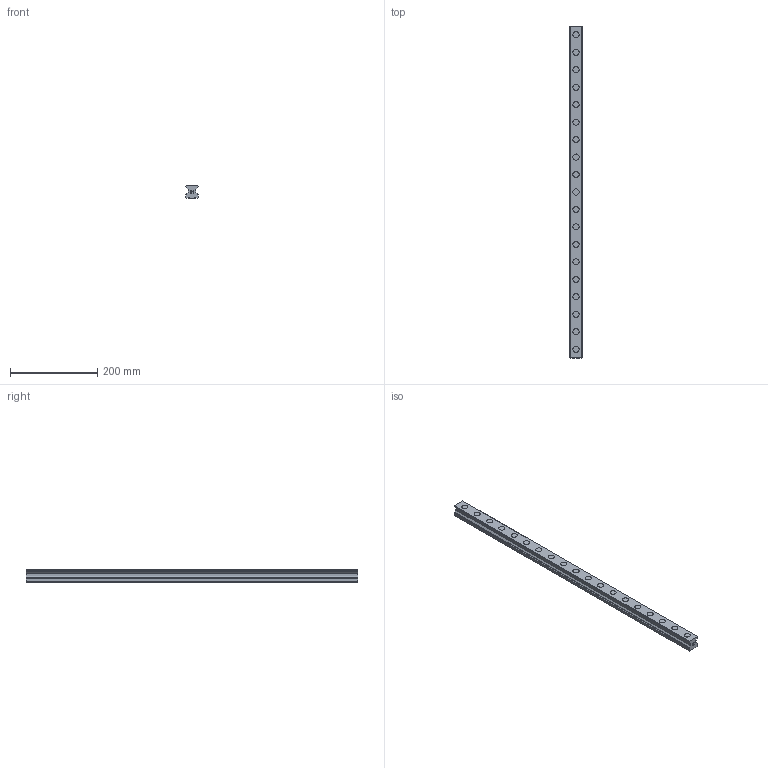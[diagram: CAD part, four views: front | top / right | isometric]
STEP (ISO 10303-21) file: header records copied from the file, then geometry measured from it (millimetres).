
FILE_DESCRIPTION(('STEP AP214'),'1');
FILE_NAME('cctmp_B3FFA3E3-71C3-4198-A468-00A39A6BDEC0_2021_03_11_14_20_22_0308..stp','2021-03-11T13:20:22',('HIWIN GmbH'),('CADClick - www.CADClick.com'),'Spatial InterOp 3D',' ','unknown authorization');
FILE_SCHEMA(('AUTOMOTIVE_DESIGN'));
Length unit declared in the file: millimetre
Products named in the file (1): RGR30R760H_FILE
Bounding box: 28 x 760 x 28 mm (x, y, z)
Volume: 436136.5 mm3; surface area: 113679 mm2
Topology: 1 solids, 1 shells, 286 faces, 669 edges, 446 vertices
Faces by surface type: plane 154, cylinder 132
Entity records: 10569 total; most frequent: DIRECTION 1507, CARTESIAN_POINT 1402, ORIENTED_EDGE 1338, EDGE_CURVE 669, AXIS2_PLACEMENT_3D 551, VERTEX_POINT 446, LINE 405, VECTOR 405
